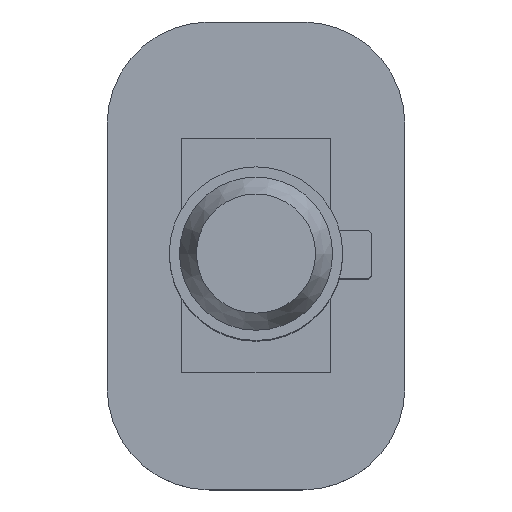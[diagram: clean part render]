
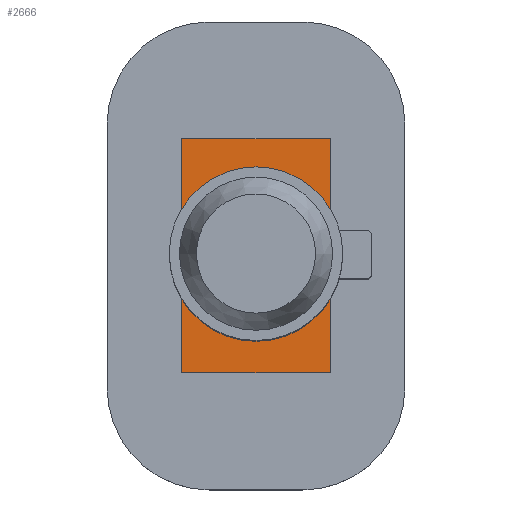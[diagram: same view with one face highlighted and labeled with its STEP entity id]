
A CAD part, top view. The second image highlights one B-rep face of the part: STEP entity #2666.
In plain terms, the highlighted planar face has unit normal (0, 0, 1).
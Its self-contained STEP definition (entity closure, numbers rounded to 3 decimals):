
#2597 = CYLINDRICAL_SURFACE('',#2598,7.838);
#2598 = AXIS2_PLACEMENT_3D('',#2599,#2600,#2601);
#2599 = CARTESIAN_POINT('',(0.,0.,6.175));
#2600 = DIRECTION('',(-0.,-0.,-1.));
#2601 = DIRECTION('',(1.,0.,0.));
#2616 = VERTEX_POINT('',#2617);
#2617 = CARTESIAN_POINT('',(7.838,0.,6.175));
#2640 = EDGE_CURVE('',#2616,#2616,#2641,.T.);
#2641 = SURFACE_CURVE('',#2642,(#2647,#2654),.PCURVE_S1.);
#2642 = CIRCLE('',#2643,7.838);
#2643 = AXIS2_PLACEMENT_3D('',#2644,#2645,#2646);
#2644 = CARTESIAN_POINT('',(0.,0.,6.175));
#2645 = DIRECTION('',(0.,0.,1.));
#2646 = DIRECTION('',(1.,0.,0.));
#2647 = PCURVE('',#2597,#2648);
#2648 = DEFINITIONAL_REPRESENTATION('',(#2649),#2653);
#2649 = LINE('',#2650,#2651);
#2650 = CARTESIAN_POINT('',(-0.,0.));
#2651 = VECTOR('',#2652,1.);
#2652 = DIRECTION('',(-1.,0.));
#2653 = ( GEOMETRIC_REPRESENTATION_CONTEXT(2) 
PARAMETRIC_REPRESENTATION_CONTEXT() REPRESENTATION_CONTEXT('2D SPACE',''
  ) );
#2654 = PCURVE('',#2655,#2660);
#2655 = PLANE('',#2656);
#2656 = AXIS2_PLACEMENT_3D('',#2657,#2658,#2659);
#2657 = CARTESIAN_POINT('',(0.,0.,6.175));
#2658 = DIRECTION('',(0.,0.,1.));
#2659 = DIRECTION('',(1.,0.,-0.));
#2660 = DEFINITIONAL_REPRESENTATION('',(#2661),#2665);
#2661 = CIRCLE('',#2662,7.838);
#2662 = AXIS2_PLACEMENT_2D('',#2663,#2664);
#2663 = CARTESIAN_POINT('',(0.,0.));
#2664 = DIRECTION('',(1.,0.));
#2665 = ( GEOMETRIC_REPRESENTATION_CONTEXT(2) 
PARAMETRIC_REPRESENTATION_CONTEXT() REPRESENTATION_CONTEXT('2D SPACE',''
  ) );
#2666 = ADVANCED_FACE('',(#2667,#2781),#2655,.T.);
#2667 = FACE_BOUND('',#2668,.T.);
#2668 = EDGE_LOOP('',(#2669,#2699,#2727,#2755));
#2669 = ORIENTED_EDGE('',*,*,#2670,.T.);
#2670 = EDGE_CURVE('',#2671,#2673,#2675,.T.);
#2671 = VERTEX_POINT('',#2672);
#2672 = CARTESIAN_POINT('',(-8.313,-13.063,6.175));
#2673 = VERTEX_POINT('',#2674);
#2674 = CARTESIAN_POINT('',(8.313,-13.063,6.175));
#2675 = SURFACE_CURVE('',#2676,(#2680,#2687),.PCURVE_S1.);
#2676 = LINE('',#2677,#2678);
#2677 = CARTESIAN_POINT('',(-8.313,-13.063,6.175));
#2678 = VECTOR('',#2679,1.);
#2679 = DIRECTION('',(1.,0.,0.));
#2680 = PCURVE('',#2655,#2681);
#2681 = DEFINITIONAL_REPRESENTATION('',(#2682),#2686);
#2682 = LINE('',#2683,#2684);
#2683 = CARTESIAN_POINT('',(-8.313,-13.063));
#2684 = VECTOR('',#2685,1.);
#2685 = DIRECTION('',(1.,0.));
#2686 = ( GEOMETRIC_REPRESENTATION_CONTEXT(2) 
PARAMETRIC_REPRESENTATION_CONTEXT() REPRESENTATION_CONTEXT('2D SPACE',''
  ) );
#2687 = PCURVE('',#2688,#2693);
#2688 = PLANE('',#2689);
#2689 = AXIS2_PLACEMENT_3D('',#2690,#2691,#2692);
#2690 = CARTESIAN_POINT('',(-8.313,-13.063,2.375));
#2691 = DIRECTION('',(0.,1.,0.));
#2692 = DIRECTION('',(1.,0.,0.));
#2693 = DEFINITIONAL_REPRESENTATION('',(#2694),#2698);
#2694 = LINE('',#2695,#2696);
#2695 = CARTESIAN_POINT('',(0.,-3.8));
#2696 = VECTOR('',#2697,1.);
#2697 = DIRECTION('',(1.,0.));
#2698 = ( GEOMETRIC_REPRESENTATION_CONTEXT(2) 
PARAMETRIC_REPRESENTATION_CONTEXT() REPRESENTATION_CONTEXT('2D SPACE',''
  ) );
#2699 = ORIENTED_EDGE('',*,*,#2700,.T.);
#2700 = EDGE_CURVE('',#2673,#2701,#2703,.T.);
#2701 = VERTEX_POINT('',#2702);
#2702 = CARTESIAN_POINT('',(8.313,13.063,6.175));
#2703 = SURFACE_CURVE('',#2704,(#2708,#2715),.PCURVE_S1.);
#2704 = LINE('',#2705,#2706);
#2705 = CARTESIAN_POINT('',(8.313,-13.063,6.175));
#2706 = VECTOR('',#2707,1.);
#2707 = DIRECTION('',(0.,1.,0.));
#2708 = PCURVE('',#2655,#2709);
#2709 = DEFINITIONAL_REPRESENTATION('',(#2710),#2714);
#2710 = LINE('',#2711,#2712);
#2711 = CARTESIAN_POINT('',(8.313,-13.063));
#2712 = VECTOR('',#2713,1.);
#2713 = DIRECTION('',(0.,1.));
#2714 = ( GEOMETRIC_REPRESENTATION_CONTEXT(2) 
PARAMETRIC_REPRESENTATION_CONTEXT() REPRESENTATION_CONTEXT('2D SPACE',''
  ) );
#2715 = PCURVE('',#2716,#2721);
#2716 = PLANE('',#2717);
#2717 = AXIS2_PLACEMENT_3D('',#2718,#2719,#2720);
#2718 = CARTESIAN_POINT('',(8.313,-13.063,2.375));
#2719 = DIRECTION('',(-1.,0.,0.));
#2720 = DIRECTION('',(0.,1.,0.));
#2721 = DEFINITIONAL_REPRESENTATION('',(#2722),#2726);
#2722 = LINE('',#2723,#2724);
#2723 = CARTESIAN_POINT('',(0.,-3.8));
#2724 = VECTOR('',#2725,1.);
#2725 = DIRECTION('',(1.,0.));
#2726 = ( GEOMETRIC_REPRESENTATION_CONTEXT(2) 
PARAMETRIC_REPRESENTATION_CONTEXT() REPRESENTATION_CONTEXT('2D SPACE',''
  ) );
#2727 = ORIENTED_EDGE('',*,*,#2728,.T.);
#2728 = EDGE_CURVE('',#2701,#2729,#2731,.T.);
#2729 = VERTEX_POINT('',#2730);
#2730 = CARTESIAN_POINT('',(-8.313,13.063,6.175));
#2731 = SURFACE_CURVE('',#2732,(#2736,#2743),.PCURVE_S1.);
#2732 = LINE('',#2733,#2734);
#2733 = CARTESIAN_POINT('',(8.313,13.063,6.175));
#2734 = VECTOR('',#2735,1.);
#2735 = DIRECTION('',(-1.,0.,0.));
#2736 = PCURVE('',#2655,#2737);
#2737 = DEFINITIONAL_REPRESENTATION('',(#2738),#2742);
#2738 = LINE('',#2739,#2740);
#2739 = CARTESIAN_POINT('',(8.313,13.063));
#2740 = VECTOR('',#2741,1.);
#2741 = DIRECTION('',(-1.,0.));
#2742 = ( GEOMETRIC_REPRESENTATION_CONTEXT(2) 
PARAMETRIC_REPRESENTATION_CONTEXT() REPRESENTATION_CONTEXT('2D SPACE',''
  ) );
#2743 = PCURVE('',#2744,#2749);
#2744 = PLANE('',#2745);
#2745 = AXIS2_PLACEMENT_3D('',#2746,#2747,#2748);
#2746 = CARTESIAN_POINT('',(8.313,13.063,2.375));
#2747 = DIRECTION('',(0.,-1.,0.));
#2748 = DIRECTION('',(-1.,0.,0.));
#2749 = DEFINITIONAL_REPRESENTATION('',(#2750),#2754);
#2750 = LINE('',#2751,#2752);
#2751 = CARTESIAN_POINT('',(0.,-3.8));
#2752 = VECTOR('',#2753,1.);
#2753 = DIRECTION('',(1.,0.));
#2754 = ( GEOMETRIC_REPRESENTATION_CONTEXT(2) 
PARAMETRIC_REPRESENTATION_CONTEXT() REPRESENTATION_CONTEXT('2D SPACE',''
  ) );
#2755 = ORIENTED_EDGE('',*,*,#2756,.T.);
#2756 = EDGE_CURVE('',#2729,#2671,#2757,.T.);
#2757 = SURFACE_CURVE('',#2758,(#2762,#2769),.PCURVE_S1.);
#2758 = LINE('',#2759,#2760);
#2759 = CARTESIAN_POINT('',(-8.313,13.063,6.175));
#2760 = VECTOR('',#2761,1.);
#2761 = DIRECTION('',(0.,-1.,0.));
#2762 = PCURVE('',#2655,#2763);
#2763 = DEFINITIONAL_REPRESENTATION('',(#2764),#2768);
#2764 = LINE('',#2765,#2766);
#2765 = CARTESIAN_POINT('',(-8.313,13.063));
#2766 = VECTOR('',#2767,1.);
#2767 = DIRECTION('',(0.,-1.));
#2768 = ( GEOMETRIC_REPRESENTATION_CONTEXT(2) 
PARAMETRIC_REPRESENTATION_CONTEXT() REPRESENTATION_CONTEXT('2D SPACE',''
  ) );
#2769 = PCURVE('',#2770,#2775);
#2770 = PLANE('',#2771);
#2771 = AXIS2_PLACEMENT_3D('',#2772,#2773,#2774);
#2772 = CARTESIAN_POINT('',(-8.313,13.063,2.375));
#2773 = DIRECTION('',(1.,0.,-0.));
#2774 = DIRECTION('',(0.,-1.,0.));
#2775 = DEFINITIONAL_REPRESENTATION('',(#2776),#2780);
#2776 = LINE('',#2777,#2778);
#2777 = CARTESIAN_POINT('',(0.,-3.8));
#2778 = VECTOR('',#2779,1.);
#2779 = DIRECTION('',(1.,0.));
#2780 = ( GEOMETRIC_REPRESENTATION_CONTEXT(2) 
PARAMETRIC_REPRESENTATION_CONTEXT() REPRESENTATION_CONTEXT('2D SPACE',''
  ) );
#2781 = FACE_BOUND('',#2782,.T.);
#2782 = EDGE_LOOP('',(#2783));
#2783 = ORIENTED_EDGE('',*,*,#2640,.F.);
